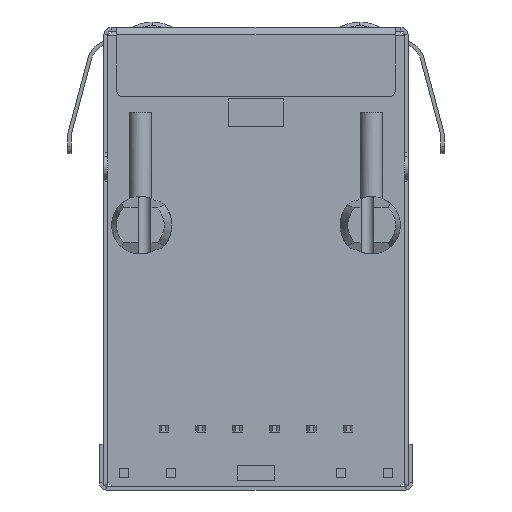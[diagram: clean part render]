
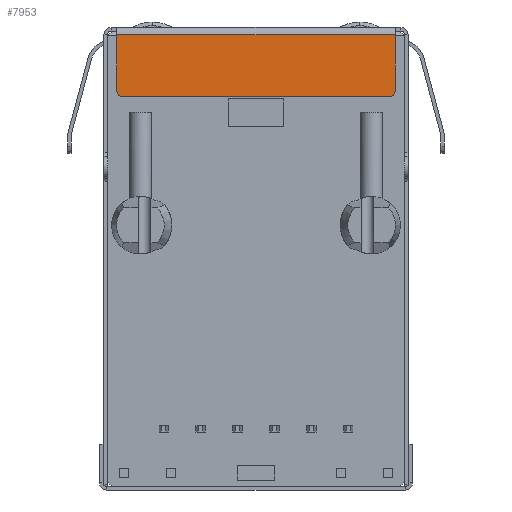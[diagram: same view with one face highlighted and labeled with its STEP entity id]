
A CAD part, front view. The second image highlights one B-rep face of the part: STEP entity #7953.
In plain terms, the highlighted planar face has unit normal (0, -1, 0).
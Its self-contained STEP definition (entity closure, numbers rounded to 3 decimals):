
#332 = DIRECTION ( 'NONE',  ( 0., -1., 0. ) ) ;
#630 = CIRCLE ( 'NONE', #5598, 0.3 ) ;
#859 = DIRECTION ( 'NONE',  ( -1., 0., 0. ) ) ;
#1278 = VERTEX_POINT ( 'NONE', #8897 ) ;
#1606 = VERTEX_POINT ( 'NONE', #6012 ) ;
#1979 = EDGE_CURVE ( 'NONE', #13090, #2598, #15408, .T. ) ;
#2245 = CARTESIAN_POINT ( 'NONE',  ( -7.635, 0.4, 7.06 ) ) ;
#2355 = VECTOR ( 'NONE', #12720, 1000. ) ;
#2472 = DIRECTION ( 'NONE',  ( 0., -1., 0. ) ) ;
#2598 = VERTEX_POINT ( 'NONE', #8832 ) ;
#3129 = DIRECTION ( 'NONE',  ( 0., 0., -1. ) ) ;
#3531 = CARTESIAN_POINT ( 'NONE',  ( -7.635, 0.4, 7.36 ) ) ;
#4113 = VECTOR ( 'NONE', #3129, 1000. ) ;
#4153 = PLANE ( 'NONE',  #13243 ) ;
#4982 = EDGE_LOOP ( 'NONE', ( #8178, #12182, #15375, #16310, #10927, #13509 ) ) ;
#5087 = CIRCLE ( 'NONE', #6740, 0.3 ) ;
#5158 = CARTESIAN_POINT ( 'NONE',  ( 7.335, 0.4, 7.36 ) ) ;
#5434 = FACE_OUTER_BOUND ( 'NONE', #4982, .T. ) ;
#5508 = DIRECTION ( 'NONE',  ( 1., 0., 0. ) ) ;
#5598 = AXIS2_PLACEMENT_3D ( 'NONE', #5158, #2472, #9097 ) ;
#5622 = EDGE_CURVE ( 'NONE', #1606, #16071, #5087, .T. ) ;
#6012 = CARTESIAN_POINT ( 'NONE',  ( -7.335, 0.4, 7.06 ) ) ;
#6109 = CARTESIAN_POINT ( 'NONE',  ( 0., 0.4, 7.06 ) ) ;
#6740 = AXIS2_PLACEMENT_3D ( 'NONE', #15661, #10527, #11551 ) ;
#6778 = EDGE_CURVE ( 'NONE', #2598, #16071, #13998, .T. ) ;
#7125 = CARTESIAN_POINT ( 'NONE',  ( 7.635, 0.4, 10.459 ) ) ;
#7953 = ADVANCED_FACE ( 'NONE', ( #5434 ), #4153, .T. ) ;
#8173 = EDGE_CURVE ( 'NONE', #11188, #1278, #630, .T. ) ;
#8178 = ORIENTED_EDGE ( 'NONE', *, *, #13809, .F. ) ;
#8286 = LINE ( 'NONE', #14867, #4113 ) ;
#8832 = CARTESIAN_POINT ( 'NONE',  ( -7.635, 0.4, 10.459 ) ) ;
#8897 = CARTESIAN_POINT ( 'NONE',  ( 7.635, 0.4, 7.36 ) ) ;
#9097 = DIRECTION ( 'NONE',  ( 1., 0., 0. ) ) ;
#9393 = VECTOR ( 'NONE', #16638, 1000. ) ;
#10096 = VECTOR ( 'NONE', #859, 1000. ) ;
#10527 = DIRECTION ( 'NONE',  ( 0., 1., 0. ) ) ;
#10927 = ORIENTED_EDGE ( 'NONE', *, *, #6778, .T. ) ;
#11188 = VERTEX_POINT ( 'NONE', #12808 ) ;
#11551 = DIRECTION ( 'NONE',  ( -1., 0., 0. ) ) ;
#12182 = ORIENTED_EDGE ( 'NONE', *, *, #8173, .T. ) ;
#12720 = DIRECTION ( 'NONE',  ( 0., 0., -1. ) ) ;
#12808 = CARTESIAN_POINT ( 'NONE',  ( 7.335, 0.4, 7.06 ) ) ;
#13090 = VERTEX_POINT ( 'NONE', #7125 ) ;
#13243 = AXIS2_PLACEMENT_3D ( 'NONE', #16065, #332, #5508 ) ;
#13509 = ORIENTED_EDGE ( 'NONE', *, *, #5622, .F. ) ;
#13809 = EDGE_CURVE ( 'NONE', #11188, #1606, #16676, .T. ) ;
#13998 = LINE ( 'NONE', #2245, #2355 ) ;
#14867 = CARTESIAN_POINT ( 'NONE',  ( 7.635, 0.4, 7.06 ) ) ;
#15220 = EDGE_CURVE ( 'NONE', #13090, #1278, #8286, .T. ) ;
#15375 = ORIENTED_EDGE ( 'NONE', *, *, #15220, .F. ) ;
#15408 = LINE ( 'NONE', #16713, #9393 ) ;
#15661 = CARTESIAN_POINT ( 'NONE',  ( -7.335, 0.4, 7.36 ) ) ;
#16065 = CARTESIAN_POINT ( 'NONE',  ( 0., 0.4, 0. ) ) ;
#16071 = VERTEX_POINT ( 'NONE', #3531 ) ;
#16310 = ORIENTED_EDGE ( 'NONE', *, *, #1979, .T. ) ;
#16638 = DIRECTION ( 'NONE',  ( -1., 0., 0. ) ) ;
#16676 = LINE ( 'NONE', #6109, #10096 ) ;
#16713 = CARTESIAN_POINT ( 'NONE',  ( 0., 0.4, 10.459 ) ) ;
